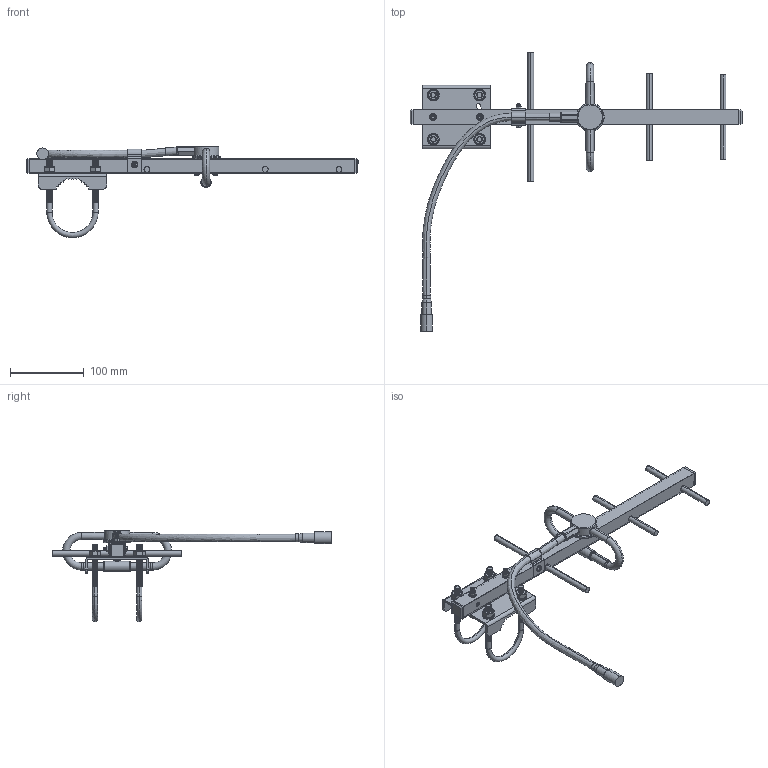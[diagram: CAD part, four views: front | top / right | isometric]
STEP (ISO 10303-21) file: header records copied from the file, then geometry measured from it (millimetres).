
FILE_DESCRIPTION (( 'STEP AP214' ), '1' );
FILE_NAME ('FM51YA1008_3D.step', '2022-12-30T21:50:21', ( '' ), ( '' ), 'SwSTEP 2.0', 'SolidWorks 2022', '' );
FILE_SCHEMA (( 'AUTOMOTIVE_DESIGN' ));
Length unit declared in the file: inch
Products named in the file (6): HEATSH-HEX_400Black; FM51YA1008_3D; HG906YE_Antenna; CONNECTOR REPRESENTATION; HG906YE_Ubolt; HG906YE_Coax
Assembly tree (6 placements, depth 2):
  FM51YA1008_3D
    HG906YE_Antenna
    HG906YE_Ubolt  x2
    HG906YE_Coax
    HEATSH-HEX_400Black
    CONNECTOR REPRESENTATION
Bounding box: 449.76 x 377.51 x 123.95 mm (x, y, z)
Volume: 210586.4 mm3; surface area: 149910.9 mm2
Topology: 9 solids, 9 shells, 1942 faces, 4162 edges, 2282 vertices
Faces by surface type: cone 1278, plane 317, cylinder 221, torus 96, sphere 22, bspline 8
Entity records: 43731 total; most frequent: CARTESIAN_POINT 7973, DIRECTION 6540, ORIENTED_EDGE 5696, EDGE_CURVE 2848, AXIS2_PLACEMENT_3D 2563, VERTEX_POINT 1612, LINE 1414, VECTOR 1414
